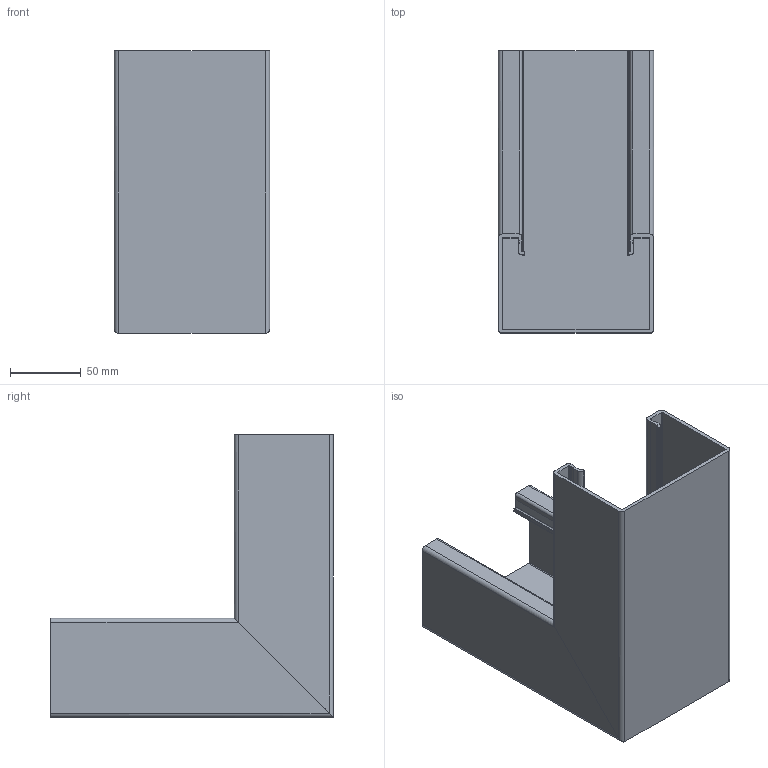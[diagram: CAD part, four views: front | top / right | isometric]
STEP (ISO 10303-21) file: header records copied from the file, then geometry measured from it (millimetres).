
FILE_DESCRIPTION (( 'STEP AP214' ), '1' );
FILE_NAME ('6274346.stp', '2016-05-04T13:26:16', ( '' ), ( '' ), 'SwSTEP 2.0', 'SolidWorks 2014', '' );
FILE_SCHEMA (( 'AUTOMOTIVE_DESIGN' ));
Length unit declared in the file: millimetre
Products named in the file (2): 6274346; 014500T1_GK-I70110
Assembly tree (2 placements, depth 2):
  6274346
    014500T1_GK-I70110  x2
Bounding box: 110 x 200 x 200 mm (x, y, z)
Volume: 269256.7 mm3; surface area: 207397.6 mm2
Topology: 2 solids, 2 shells, 116 faces, 336 edges, 224 vertices
Faces by surface type: plane 64, cylinder 52
Entity records: 1972 total; most frequent: CARTESIAN_POINT 421, ORIENTED_EDGE 336, DIRECTION 294, EDGE_CURVE 168, LINE 116, VECTOR 116, VERTEX_POINT 112, AXIS2_PLACEMENT_3D 89
